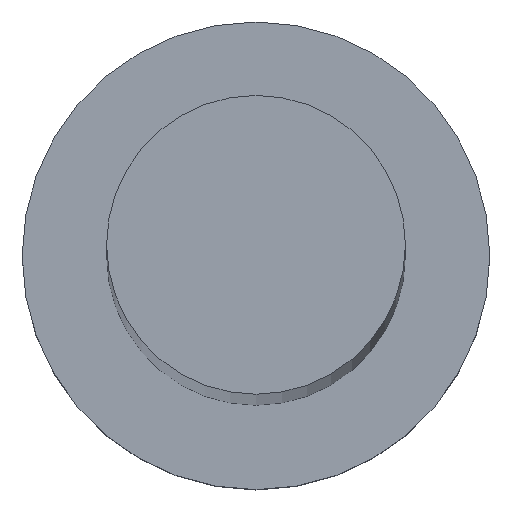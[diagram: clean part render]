
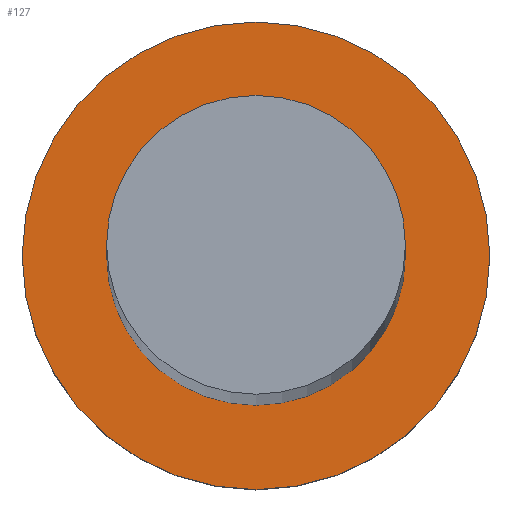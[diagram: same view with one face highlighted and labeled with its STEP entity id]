
A CAD part, top view. The second image highlights one B-rep face of the part: STEP entity #127.
In plain terms, the highlighted planar face has unit normal (0, 0, 1).
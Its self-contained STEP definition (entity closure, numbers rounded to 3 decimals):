
#5 = VERTEX_POINT ( 'NONE', #35 ) ;
#11 = CIRCLE ( 'NONE', #99, 5.75 ) ;
#12 = CARTESIAN_POINT ( 'NONE',  ( 0., 0., 7. ) ) ;
#14 = DIRECTION ( 'NONE',  ( 0., 0., 1. ) ) ;
#21 = EDGE_CURVE ( 'NONE', #5, #227, #77, .T. ) ;
#23 = AXIS2_PLACEMENT_3D ( 'NONE', #207, #161, #157 ) ;
#25 = EDGE_LOOP ( 'NONE', ( #50, #48 ) ) ;
#26 = AXIS2_PLACEMENT_3D ( 'NONE', #176, #14, #228 ) ;
#35 = CARTESIAN_POINT ( 'NONE',  ( 9., 0., 7. ) ) ;
#48 = ORIENTED_EDGE ( 'NONE', *, *, #21, .T. ) ;
#50 = ORIENTED_EDGE ( 'NONE', *, *, #247, .T. ) ;
#62 = EDGE_LOOP ( 'NONE', ( #208, #248 ) ) ;
#66 = DIRECTION ( 'NONE',  ( 1., 0., 0. ) ) ;
#67 = AXIS2_PLACEMENT_3D ( 'NONE', #12, #171, #71 ) ;
#71 = DIRECTION ( 'NONE',  ( 1., 0., 0. ) ) ;
#74 = DIRECTION ( 'NONE',  ( 0., 0., 1. ) ) ;
#76 = EDGE_CURVE ( 'NONE', #137, #90, #118, .T. ) ;
#77 = CIRCLE ( 'NONE', #126, 9. ) ;
#86 = CARTESIAN_POINT ( 'NONE',  ( -9., 0., 7. ) ) ;
#87 = FACE_OUTER_BOUND ( 'NONE', #25, .T. ) ;
#90 = VERTEX_POINT ( 'NONE', #111 ) ;
#99 = AXIS2_PLACEMENT_3D ( 'NONE', #142, #214, #180 ) ;
#111 = CARTESIAN_POINT ( 'NONE',  ( 5.75, 0., 7. ) ) ;
#118 = CIRCLE ( 'NONE', #26, 5.75 ) ;
#126 = AXIS2_PLACEMENT_3D ( 'NONE', #203, #74, #66 ) ;
#127 = ADVANCED_FACE ( 'NONE', ( #225, #87 ), #132, .T. ) ;
#132 = PLANE ( 'NONE',  #67 ) ;
#137 = VERTEX_POINT ( 'NONE', #154 ) ;
#142 = CARTESIAN_POINT ( 'NONE',  ( 0., 0., 7. ) ) ;
#143 = EDGE_CURVE ( 'NONE', #90, #137, #11, .T. ) ;
#154 = CARTESIAN_POINT ( 'NONE',  ( -5.75, 0., 7. ) ) ;
#157 = DIRECTION ( 'NONE',  ( 1., 0., 0. ) ) ;
#160 = CIRCLE ( 'NONE', #23, 9. ) ;
#161 = DIRECTION ( 'NONE',  ( 0., 0., 1. ) ) ;
#171 = DIRECTION ( 'NONE',  ( 0., 0., 1. ) ) ;
#176 = CARTESIAN_POINT ( 'NONE',  ( 0., 0., 7. ) ) ;
#180 = DIRECTION ( 'NONE',  ( 1., 0., 0. ) ) ;
#203 = CARTESIAN_POINT ( 'NONE',  ( 0., 0., 7. ) ) ;
#207 = CARTESIAN_POINT ( 'NONE',  ( 0., 0., 7. ) ) ;
#208 = ORIENTED_EDGE ( 'NONE', *, *, #76, .F. ) ;
#214 = DIRECTION ( 'NONE',  ( 0., 0., 1. ) ) ;
#225 = FACE_BOUND ( 'NONE', #62, .T. ) ;
#227 = VERTEX_POINT ( 'NONE', #86 ) ;
#228 = DIRECTION ( 'NONE',  ( 1., 0., 0. ) ) ;
#247 = EDGE_CURVE ( 'NONE', #227, #5, #160, .T. ) ;
#248 = ORIENTED_EDGE ( 'NONE', *, *, #143, .F. ) ;
